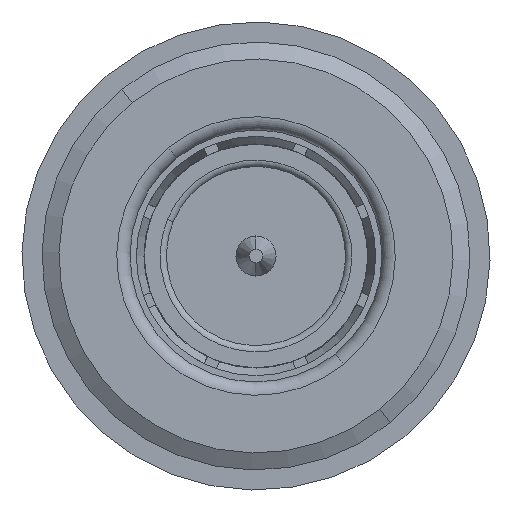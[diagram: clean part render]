
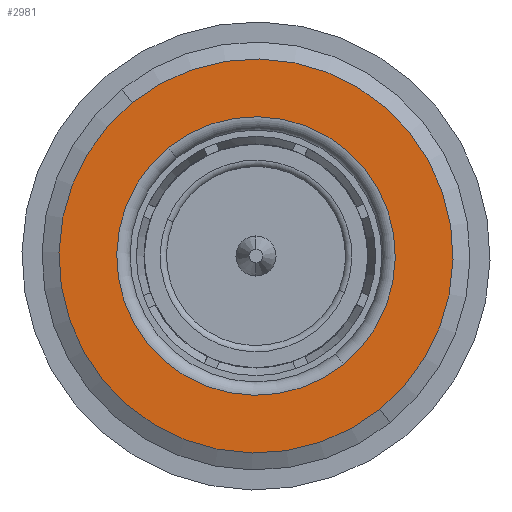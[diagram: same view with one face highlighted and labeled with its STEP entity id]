
A CAD part, left-side view. The second image highlights one B-rep face of the part: STEP entity #2981.
In plain terms, the highlighted planar face has unit normal (-1, 0, 0).
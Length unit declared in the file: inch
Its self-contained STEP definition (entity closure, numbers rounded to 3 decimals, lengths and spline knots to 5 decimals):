
#70 = DIRECTION ( 'NONE',  ( 0., 0.778, -0.628 ) ) ;
#106 = CARTESIAN_POINT ( 'NONE',  ( -0.13833, 0., 0. ) ) ;
#135 = CIRCLE ( 'NONE', #2455, 0.12303 ) ;
#448 = VERTEX_POINT ( 'NONE', #3554 ) ;
#527 = DIRECTION ( 'NONE',  ( 1., 0., 0. ) ) ;
#549 = CARTESIAN_POINT ( 'NONE',  ( -0.13833, 0., 0. ) ) ;
#556 = CARTESIAN_POINT ( 'NONE',  ( -0.13833, 0.07725, 0.09575 ) ) ;
#735 = ORIENTED_EDGE ( 'NONE', *, *, #1819, .T. ) ;
#894 = VERTEX_POINT ( 'NONE', #4815 ) ;
#1009 = DIRECTION ( 'NONE',  ( 1., 0., 0. ) ) ;
#1049 = CARTESIAN_POINT ( 'NONE',  ( -0.13833, 0., 0. ) ) ;
#1156 = VERTEX_POINT ( 'NONE', #556 ) ;
#1362 = CARTESIAN_POINT ( 'NONE',  ( -0.13833, 0., 0. ) ) ;
#1386 = FACE_BOUND ( 'NONE', #1497, .T. ) ;
#1414 = VERTEX_POINT ( 'NONE', #1755 ) ;
#1419 = DIRECTION ( 'NONE',  ( 1., 0., 0. ) ) ;
#1434 = DIRECTION ( 'NONE',  ( 1., 0., 0. ) ) ;
#1497 = EDGE_LOOP ( 'NONE', ( #3029, #735 ) ) ;
#1506 = EDGE_CURVE ( 'NONE', #448, #1414, #4012, .T. ) ;
#1614 = EDGE_LOOP ( 'NONE', ( #3637, #2470 ) ) ;
#1755 = CARTESIAN_POINT ( 'NONE',  ( -0.13833, -0.10927, -0.13543 ) ) ;
#1819 = EDGE_CURVE ( 'NONE', #894, #1156, #4161, .T. ) ;
#1880 = DIRECTION ( 'NONE',  ( 0., -0.628, -0.778 ) ) ;
#2277 = CARTESIAN_POINT ( 'NONE',  ( -0.13833, -0.13543, 0.10927 ) ) ;
#2455 = AXIS2_PLACEMENT_3D ( 'NONE', #1362, #1419, #4431 ) ;
#2470 = ORIENTED_EDGE ( 'NONE', *, *, #1506, .F. ) ;
#2633 = AXIS2_PLACEMENT_3D ( 'NONE', #2277, #5356, #70 ) ;
#2717 = PLANE ( 'NONE',  #2633 ) ;
#2981 = ADVANCED_FACE ( 'NONE', ( #3186, #1386 ), #2717, .T. ) ;
#3029 = ORIENTED_EDGE ( 'NONE', *, *, #3269, .T. ) ;
#3068 = AXIS2_PLACEMENT_3D ( 'NONE', #106, #527, #3247 ) ;
#3186 = FACE_OUTER_BOUND ( 'NONE', #1614, .T. ) ;
#3247 = DIRECTION ( 'NONE',  ( 0., 0.628, 0.778 ) ) ;
#3269 = EDGE_CURVE ( 'NONE', #1156, #894, #135, .T. ) ;
#3554 = CARTESIAN_POINT ( 'NONE',  ( -0.13833, 0.10927, 0.13543 ) ) ;
#3637 = ORIENTED_EDGE ( 'NONE', *, *, #5143, .F. ) ;
#4012 = CIRCLE ( 'NONE', #4289, 0.17402 ) ;
#4085 = DIRECTION ( 'NONE',  ( 0., -0.628, -0.778 ) ) ;
#4161 = CIRCLE ( 'NONE', #3068, 0.12303 ) ;
#4278 = AXIS2_PLACEMENT_3D ( 'NONE', #1049, #1434, #1880 ) ;
#4289 = AXIS2_PLACEMENT_3D ( 'NONE', #549, #1009, #4085 ) ;
#4431 = DIRECTION ( 'NONE',  ( 0., 0.628, 0.778 ) ) ;
#4815 = CARTESIAN_POINT ( 'NONE',  ( -0.13833, -0.07725, -0.09575 ) ) ;
#5143 = EDGE_CURVE ( 'NONE', #1414, #448, #5195, .T. ) ;
#5195 = CIRCLE ( 'NONE', #4278, 0.17402 ) ;
#5356 = DIRECTION ( 'NONE',  ( -1., 0., 0. ) ) ;
